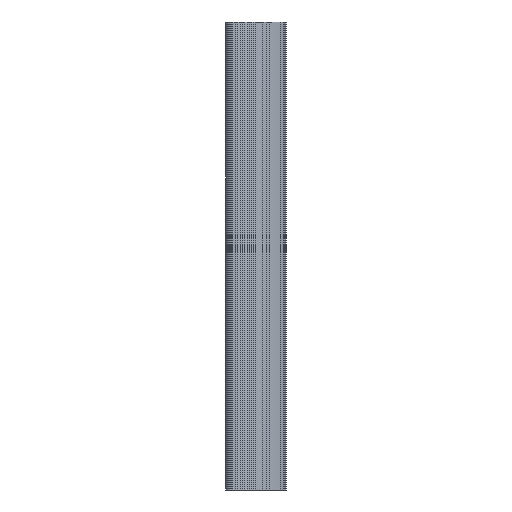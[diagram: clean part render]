
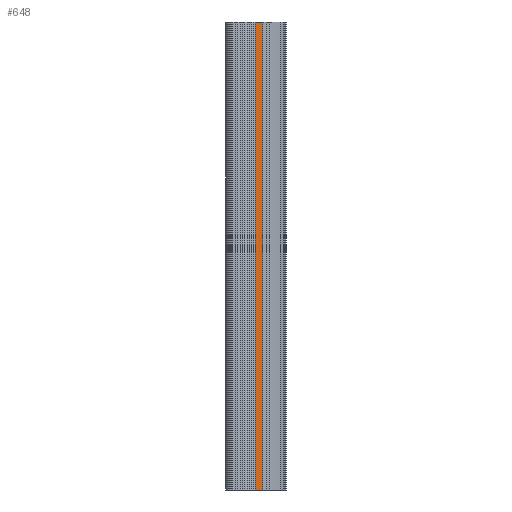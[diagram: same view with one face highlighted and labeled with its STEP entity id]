
A CAD part, front view. The second image highlights one B-rep face of the part: STEP entity #648.
In plain terms, the highlighted face is a extrusion surface.
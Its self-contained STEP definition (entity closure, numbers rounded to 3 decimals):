
#582=CARTESIAN_POINT('Vertex',(468.087,43.348,440.)) ;
#585=CARTESIAN_POINT('Line Origine',(468.087,43.348,0.)) ;
#589=CARTESIAN_POINT('Vertex',(468.087,43.348,-440.)) ;
#608=CARTESIAN_POINT('Control Point',(468.087,43.348,0.)) ;
#609=CARTESIAN_POINT('Control Point',(465.284,40.683,0.)) ;
#610=CARTESIAN_POINT('Control Point',(462.495,38.109,0.)) ;
#611=CARTESIAN_POINT('Control Point',(459.726,35.645,0.)) ;
#612=CARTESIAN_POINT('Control Point',(456.985,33.313,0.)) ;
#613=CARTESIAN_POINT('Control Point',(454.289,31.155,0.)) ;
#618=CARTESIAN_POINT('Control Point',(468.087,43.348,440.)) ;
#619=CARTESIAN_POINT('Control Point',(465.284,40.683,440.)) ;
#620=CARTESIAN_POINT('Control Point',(462.495,38.109,440.)) ;
#621=CARTESIAN_POINT('Control Point',(459.726,35.645,440.)) ;
#622=CARTESIAN_POINT('Control Point',(456.985,33.313,440.)) ;
#623=CARTESIAN_POINT('Control Point',(454.289,31.155,440.)) ;
#624=CARTESIAN_POINT('Vertex',(454.289,31.155,440.)) ;
#627=CARTESIAN_POINT('Line Origine',(454.289,31.155,0.)) ;
#631=CARTESIAN_POINT('Vertex',(454.289,31.155,-440.)) ;
#635=CARTESIAN_POINT('Control Point',(468.087,43.348,-440.)) ;
#636=CARTESIAN_POINT('Control Point',(465.284,40.683,-440.)) ;
#637=CARTESIAN_POINT('Control Point',(462.495,38.109,-440.)) ;
#638=CARTESIAN_POINT('Control Point',(459.726,35.645,-440.)) ;
#639=CARTESIAN_POINT('Control Point',(456.985,33.313,-440.)) ;
#640=CARTESIAN_POINT('Control Point',(454.289,31.155,-440.)) ;
#586=DIRECTION('Vector Direction',(0.,0.,1.)) ;
#614=DIRECTION('Vector Direction',(0.,0.,1.)) ;
#628=DIRECTION('Vector Direction',(0.,0.,1.)) ;
#643=ORIENTED_EDGE('',*,*,#626,.T.) ;
#644=ORIENTED_EDGE('',*,*,#633,.F.) ;
#645=ORIENTED_EDGE('',*,*,#641,.F.) ;
#646=ORIENTED_EDGE('',*,*,#591,.T.) ;
#587=VECTOR('Line Direction',#586,1.) ;
#615=VECTOR('Extrusion Surface Vector',#614,1.) ;
#629=VECTOR('Line Direction',#628,1.) ;
#648=ADVANCED_FACE('Corps principal',(#647),#616,.F.) ;
#607=B_SPLINE_CURVE_WITH_KNOTS('',5,(#608,#609,#610,#611,#612,#613),.UNSPECIFIED.,.F.,.U.,(6,6),(0.,23.601),.UNSPECIFIED.) ;
#617=B_SPLINE_CURVE_WITH_KNOTS('',5,(#618,#619,#620,#621,#622,#623),.UNSPECIFIED.,.F.,.U.,(6,6),(0.,23.601),.UNSPECIFIED.) ;
#634=B_SPLINE_CURVE_WITH_KNOTS('',5,(#635,#636,#637,#638,#639,#640),.UNSPECIFIED.,.F.,.U.,(6,6),(0.,23.601),.UNSPECIFIED.) ;
#591=EDGE_CURVE('',#590,#583,#588,.T.) ;
#626=EDGE_CURVE('',#583,#625,#617,.T.) ;
#633=EDGE_CURVE('',#632,#625,#630,.T.) ;
#641=EDGE_CURVE('',#590,#632,#634,.T.) ;
#642=EDGE_LOOP('',(#643,#644,#645,#646)) ;
#647=FACE_OUTER_BOUND('',#642,.T.) ;
#588=LINE('Line',#585,#587) ;
#630=LINE('Line',#627,#629) ;
#616=SURFACE_OF_LINEAR_EXTRUSION('generated tabulated cylinder',#607,#615) ;
#583=VERTEX_POINT('',#582) ;
#590=VERTEX_POINT('',#589) ;
#625=VERTEX_POINT('',#624) ;
#632=VERTEX_POINT('',#631) ;
